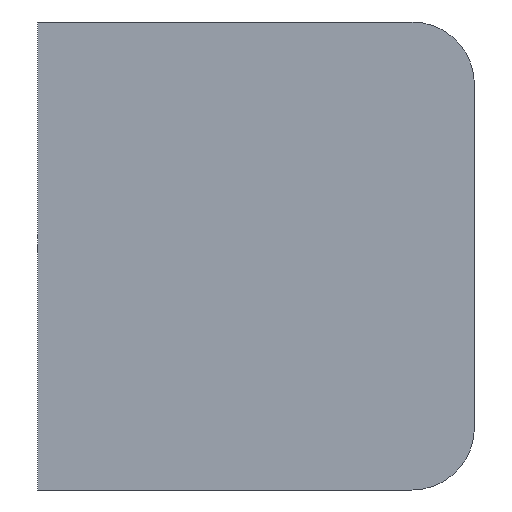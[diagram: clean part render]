
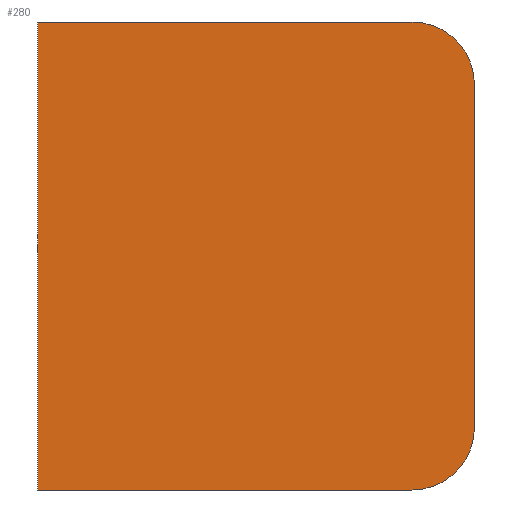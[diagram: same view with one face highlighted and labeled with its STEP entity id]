
A CAD part, left-side view. The second image highlights one B-rep face of the part: STEP entity #280.
In plain terms, the highlighted planar face has unit normal (-1, 0, 0).
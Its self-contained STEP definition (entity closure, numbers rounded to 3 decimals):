
#19=PLANE($,#303);
#34=FACE_OUTER_BOUND($,#49,.T.);
#49=EDGE_LOOP($,(#221,#222,#223,#224,#225,#226));
#68=LINE($,#413,#100);
#74=LINE($,#431,#106);
#79=LINE($,#440,#111);
#80=LINE($,#441,#112);
#100=VECTOR($,#332,12.);
#106=VECTOR($,#348,12.);
#111=VECTOR($,#355,15.);
#112=VECTOR($,#356,11.);
#126=CIRCLE($,#295,2.);
#129=CIRCLE($,#301,2.);
#132=VERTEX_POINT($,#396);
#133=VERTEX_POINT($,#397);
#139=VERTEX_POINT($,#411);
#144=VERTEX_POINT($,#424);
#145=VERTEX_POINT($,#426);
#146=VERTEX_POINT($,#430);
#158=EDGE_CURVE($,#132,#133,#126,.T.);
#166=EDGE_CURVE($,#132,#139,#68,.T.);
#172=EDGE_CURVE($,#144,#145,#129,.T.);
#174=EDGE_CURVE($,#145,#146,#74,.T.);
#179=EDGE_CURVE($,#146,#139,#79,.T.);
#180=EDGE_CURVE($,#133,#144,#80,.T.);
#221=ORIENTED_EDGE($,*,*,#158,.F.);
#222=ORIENTED_EDGE($,*,*,#166,.T.);
#223=ORIENTED_EDGE($,*,*,#179,.F.);
#224=ORIENTED_EDGE($,*,*,#174,.F.);
#225=ORIENTED_EDGE($,*,*,#172,.F.);
#226=ORIENTED_EDGE($,*,*,#180,.F.);
#280=ADVANCED_FACE($,(#34),#19,.T.);
#295=AXIS2_PLACEMENT_3D($,#398,#320,#321);
#301=AXIS2_PLACEMENT_3D($,#427,#343,#344);
#303=AXIS2_PLACEMENT_3D($,#439,#353,#354);
#320=DIRECTION('center_axis',(1.,0.,0.));
#321=DIRECTION('ref_axis',(0.,-0.707,0.707));
#332=DIRECTION($,(0.,1.,0.));
#343=DIRECTION('center_axis',(1.,0.,0.));
#344=DIRECTION('ref_axis',(0.,-0.707,-0.707));
#348=DIRECTION($,(0.,1.,0.));
#353=DIRECTION('center_axis',(-1.,0.,0.));
#354=DIRECTION('ref_axis',(0.,0.,1.));
#355=DIRECTION($,(0.,0.,1.));
#356=DIRECTION($,(0.,0.,-1.));
#396=CARTESIAN_POINT('',(-25.,2.,7.5));
#397=CARTESIAN_POINT('',(-25.,0.,5.5));
#398=CARTESIAN_POINT('Origin',(-25.,2.,5.5));
#411=CARTESIAN_POINT('',(-25.,14.,7.5));
#413=CARTESIAN_POINT($,(-25.,0.,7.5));
#424=CARTESIAN_POINT('',(-25.,0.,-5.5));
#426=CARTESIAN_POINT('',(-25.,2.,-7.5));
#427=CARTESIAN_POINT('Origin',(-25.,2.,-5.5));
#430=CARTESIAN_POINT('',(-25.,14.,-7.5));
#431=CARTESIAN_POINT($,(-25.,0.,-7.5));
#439=CARTESIAN_POINT('Origin',(-25.,0.,-7.5));
#440=CARTESIAN_POINT($,(-25.,14.,-7.5));
#441=CARTESIAN_POINT($,(-25.,0.,7.5));
